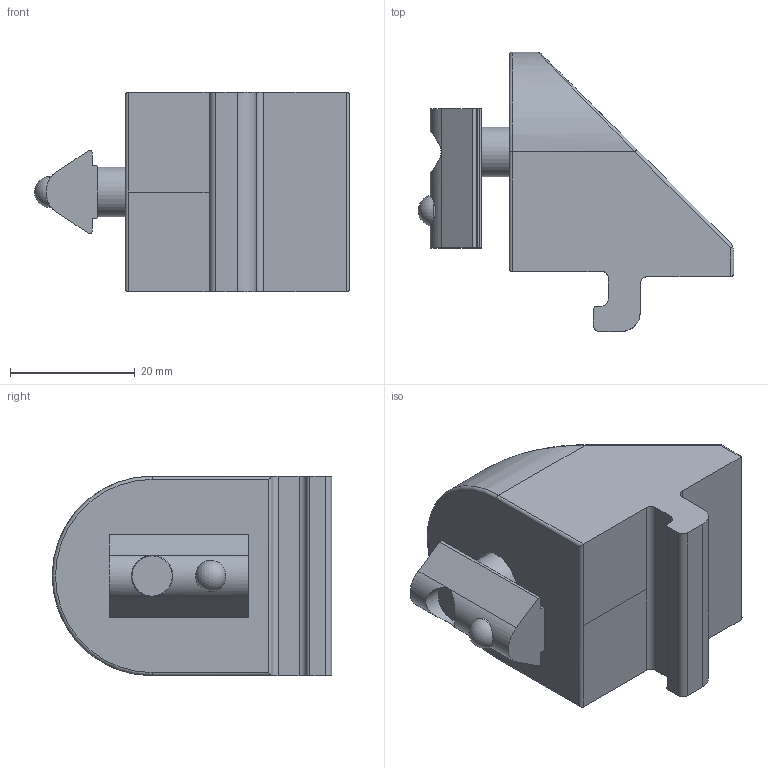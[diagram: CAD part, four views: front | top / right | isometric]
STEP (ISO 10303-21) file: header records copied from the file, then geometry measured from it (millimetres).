
FILE_DESCRIPTION(/* description */ ('KriTec Klemmwinkel 8'),/* implementation_level */ '2;1');
FILE_NAME(/* name */ '10455_KriTec_Klemmwinkel_8.stp',/* time_stamp */ '2020-01-07T14:32:51+01:00',/* author */ ('Nell'),/* organization */ (''),/* preprocessor_version */ 'ST-DEVELOPER v17',/* originating_system */ 'Autodesk Inventor 2018',/* authorisation */ '');
FILE_SCHEMA (('AUTOMOTIVE_DESIGN { 1 0 10303 214 3 1 1 }'));
Length unit declared in the file: millimetre
Products named in the file (4): 10455; 10435; ISO 7380-1 - M8 x 16; 11008
Assembly tree (3 placements, depth 2):
  10455
    10435
    ISO 7380-1 - M8 x 16
    11008
Bounding box: 50.58 x 44.8 x 32 mm (x, y, z)
Volume: 19076.2 mm3; surface area: 9175.1 mm2
Topology: 3 solids, 3 shells, 81 faces, 213 edges, 141 vertices
Faces by surface type: cylinder 35, plane 35, bspline 5, torus 3, cone 2, sphere 1
Full cylindrical faces by diameter (mm): 6.647 x1, 8 x1, 9.2 x1, 14 x1
Entity records: 3001 total; most frequent: CARTESIAN_POINT 763, DIRECTION 444, ORIENTED_EDGE 424, EDGE_CURVE 212, AXIS2_PLACEMENT_3D 167, VERTEX_POINT 141, LINE 110, VECTOR 110
